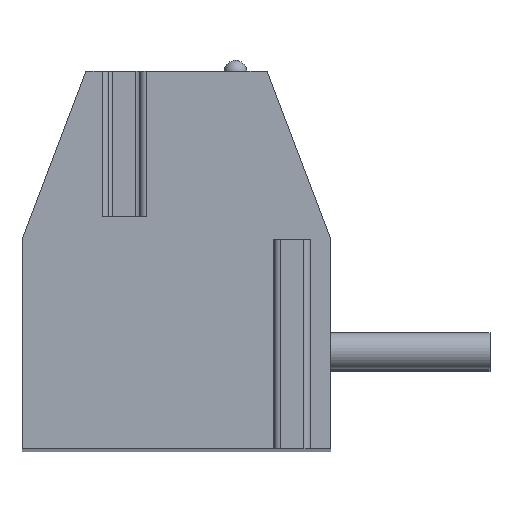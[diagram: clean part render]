
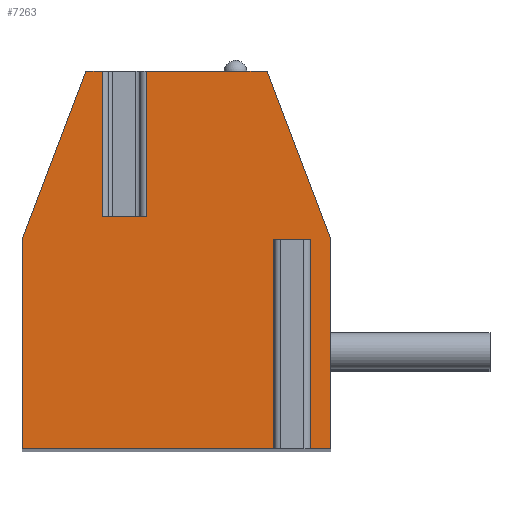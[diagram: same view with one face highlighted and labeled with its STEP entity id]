
A CAD part, top view. The second image highlights one B-rep face of the part: STEP entity #7263.
In plain terms, the highlighted planar face has unit normal (0, 0, 1).
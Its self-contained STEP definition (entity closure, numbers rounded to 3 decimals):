
#14=DIRECTION('',(0.,1.,0.));
#15=VECTOR('',#14,3.2);
#16=CARTESIAN_POINT('',(-1.636,1.,36.195));
#17=LINE('',#16,#15);
#18=DIRECTION('',(1.,0.,0.));
#19=VECTOR('',#18,0.972);
#20=CARTESIAN_POINT('',(-1.636,1.,36.195));
#21=LINE('',#20,#19);
#22=DIRECTION('',(0.,1.,0.));
#23=VECTOR('',#22,3.2);
#24=CARTESIAN_POINT('',(-0.664,1.,36.195));
#25=LINE('',#24,#23);
#26=DIRECTION('',(-1.,0.,0.));
#27=VECTOR('',#26,2.659);
#28=CARTESIAN_POINT('',(1.995,4.2,36.195));
#29=LINE('',#28,#27);
#30=DIRECTION('',(-0.355,0.935,0.));
#31=VECTOR('',#30,3.958);
#32=CARTESIAN_POINT('',(3.4,0.5,36.195));
#33=LINE('',#32,#31);
#34=DIRECTION('',(0.,1.,0.));
#35=VECTOR('',#34,4.6);
#36=CARTESIAN_POINT('',(3.4,-4.1,36.195));
#37=LINE('',#36,#35);
#38=DIRECTION('',(1.,0.,0.));
#39=VECTOR('',#38,0.625);
#40=CARTESIAN_POINT('',(2.775,-4.1,36.195));
#41=LINE('',#40,#39);
#42=DIRECTION('',(0.,1.,0.));
#43=VECTOR('',#42,4.6);
#44=CARTESIAN_POINT('',(2.775,-4.1,36.195));
#45=LINE('',#44,#43);
#46=DIRECTION('',(-1.,0.,0.));
#47=VECTOR('',#46,0.45);
#48=CARTESIAN_POINT('',(2.775,0.5,36.195));
#49=LINE('',#48,#47);
#50=DIRECTION('',(0.,1.,0.));
#51=VECTOR('',#50,4.6);
#52=CARTESIAN_POINT('',(2.325,-4.1,36.195));
#53=LINE('',#52,#51);
#54=DIRECTION('',(1.,0.,0.));
#55=VECTOR('',#54,5.725);
#56=CARTESIAN_POINT('',(-3.4,-4.1,36.195));
#57=LINE('',#56,#55);
#58=DIRECTION('',(0.,-1.,0.));
#59=VECTOR('',#58,4.6);
#60=CARTESIAN_POINT('',(-3.4,0.5,36.195));
#61=LINE('',#60,#59);
#62=DIRECTION('',(-0.355,-0.935,0.));
#63=VECTOR('',#62,3.958);
#64=CARTESIAN_POINT('',(-1.995,4.2,36.195));
#65=LINE('',#64,#63);
#66=DIRECTION('',(-1.,0.,0.));
#67=VECTOR('',#66,0.359);
#68=CARTESIAN_POINT('',(-1.636,4.2,36.195));
#69=LINE('',#68,#67);
#5706=CARTESIAN_POINT('',(-1.995,4.2,36.195));
#5707=CARTESIAN_POINT('',(-3.4,0.5,36.195));
#5708=VERTEX_POINT('',#5706);
#5709=VERTEX_POINT('',#5707);
#5710=CARTESIAN_POINT('',(-3.4,-4.1,36.195));
#5711=VERTEX_POINT('',#5710);
#5712=CARTESIAN_POINT('',(3.4,-4.1,36.195));
#5713=CARTESIAN_POINT('',(3.4,0.5,36.195));
#5714=VERTEX_POINT('',#5712);
#5715=VERTEX_POINT('',#5713);
#5716=CARTESIAN_POINT('',(1.995,4.2,36.195));
#5717=VERTEX_POINT('',#5716);
#5754=CARTESIAN_POINT('',(2.775,0.5,36.195));
#5755=CARTESIAN_POINT('',(2.325,0.5,36.195));
#5756=VERTEX_POINT('',#5754);
#5757=VERTEX_POINT('',#5755);
#5758=CARTESIAN_POINT('',(2.325,-4.1,36.195));
#5759=VERTEX_POINT('',#5758);
#5760=CARTESIAN_POINT('',(2.775,-4.1,36.195));
#5761=VERTEX_POINT('',#5760);
#5822=CARTESIAN_POINT('',(-1.636,1.,36.195));
#5823=CARTESIAN_POINT('',(-1.636,4.2,36.195));
#5824=VERTEX_POINT('',#5822);
#5825=VERTEX_POINT('',#5823);
#5826=CARTESIAN_POINT('',(-0.664,1.,36.195));
#5827=CARTESIAN_POINT('',(-0.664,4.2,36.195));
#5828=VERTEX_POINT('',#5826);
#5829=VERTEX_POINT('',#5827);
#7228=CARTESIAN_POINT('',(0.,0.,36.195));
#7229=DIRECTION('',(0.,0.,1.));
#7230=DIRECTION('',(1.,0.,0.));
#7231=AXIS2_PLACEMENT_3D('',#7228,#7229,#7230);
#7232=PLANE('',#7231);
#7234=ORIENTED_EDGE('',*,*,#7233,.F.);
#7236=ORIENTED_EDGE('',*,*,#7235,.T.);
#7238=ORIENTED_EDGE('',*,*,#7237,.T.);
#7240=ORIENTED_EDGE('',*,*,#7239,.F.);
#7242=ORIENTED_EDGE('',*,*,#7241,.F.);
#7244=ORIENTED_EDGE('',*,*,#7243,.F.);
#7246=ORIENTED_EDGE('',*,*,#7245,.F.);
#7248=ORIENTED_EDGE('',*,*,#7247,.T.);
#7250=ORIENTED_EDGE('',*,*,#7249,.T.);
#7252=ORIENTED_EDGE('',*,*,#7251,.F.);
#7254=ORIENTED_EDGE('',*,*,#7253,.F.);
#7256=ORIENTED_EDGE('',*,*,#7255,.F.);
#7258=ORIENTED_EDGE('',*,*,#7257,.F.);
#7260=ORIENTED_EDGE('',*,*,#7259,.F.);
#7261=EDGE_LOOP('',(#7234,#7236,#7238,#7240,#7242,#7244,#7246,#7248,#7250,#7252,
#7254,#7256,#7258,#7260));
#7262=FACE_OUTER_BOUND('',#7261,.F.);
#7233=EDGE_CURVE('',#5824,#5825,#17,.T.);
#7235=EDGE_CURVE('',#5824,#5828,#21,.T.);
#7237=EDGE_CURVE('',#5828,#5829,#25,.T.);
#7239=EDGE_CURVE('',#5717,#5829,#29,.T.);
#7241=EDGE_CURVE('',#5715,#5717,#33,.T.);
#7243=EDGE_CURVE('',#5714,#5715,#37,.T.);
#7245=EDGE_CURVE('',#5761,#5714,#41,.T.);
#7247=EDGE_CURVE('',#5761,#5756,#45,.T.);
#7249=EDGE_CURVE('',#5756,#5757,#49,.T.);
#7251=EDGE_CURVE('',#5759,#5757,#53,.T.);
#7253=EDGE_CURVE('',#5711,#5759,#57,.T.);
#7255=EDGE_CURVE('',#5709,#5711,#61,.T.);
#7257=EDGE_CURVE('',#5708,#5709,#65,.T.);
#7259=EDGE_CURVE('',#5825,#5708,#69,.T.);
#7263=ADVANCED_FACE('',(#7262),#7232,.T.);
